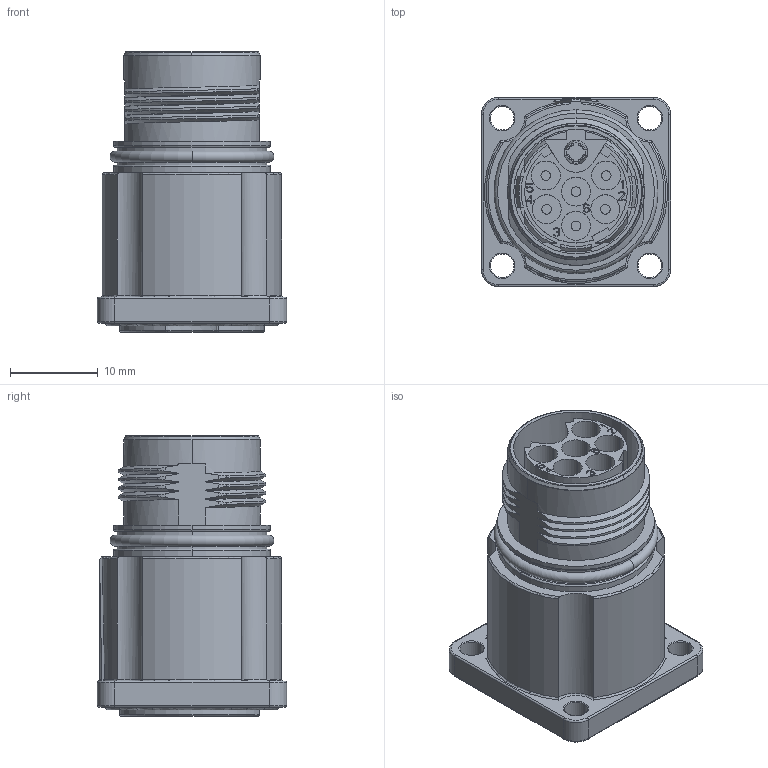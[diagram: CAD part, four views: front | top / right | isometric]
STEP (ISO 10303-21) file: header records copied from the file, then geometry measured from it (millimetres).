
FILE_DESCRIPTION((''),'2;1');
FILE_NAME('ST-6EP1N8AW400S','2015-02-26T',('skraut'),(''),'PRO/ENGINEER BY PARAMETRIC TECHNOLOGY CORPORATION, 2013230','PRO/ENGINEER BY PARAMETRIC TECHNOLOGY CORPORATION, 2013230','');
FILE_SCHEMA(('AUTOMOTIVE_DESIGN { 1 0 10303 214 1 1 1 1 }'));
Length unit declared in the file: millimetre
Products named in the file (1): ST-6EP1N8AW400S
Bounding box: 21.6 x 21.6 x 31.95 mm (x, y, z)
Volume: 7782.8 mm3; surface area: 4838.1 mm2
Topology: 1 solids, 1 shells, 630 faces, 1713 edges, 1114 vertices
Faces by surface type: plane 336, cylinder 121, torus 72, bspline 70, revolution 12, cone 11, extrusion 4, sphere 4
Entity records: 23959 total; most frequent: CARTESIAN_POINT 8219, ORIENTED_EDGE 3426, DIRECTION 3003, EDGE_CURVE 1713, VERTEX_POINT 1114, VECTOR 1033, LINE 1029, AXIS2_PLACEMENT_3D 979
